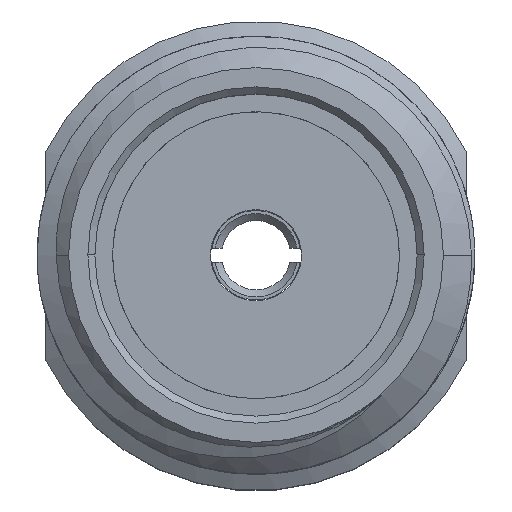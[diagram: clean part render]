
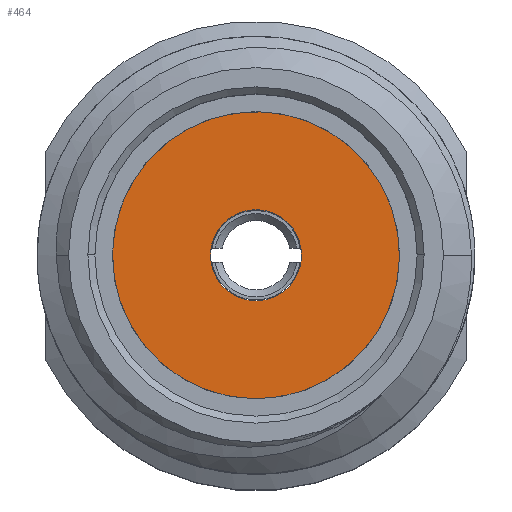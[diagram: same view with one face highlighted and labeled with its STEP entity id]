
A CAD part, top view. The second image highlights one B-rep face of the part: STEP entity #464.
In plain terms, the highlighted planar face has unit normal (0, 0, 1).
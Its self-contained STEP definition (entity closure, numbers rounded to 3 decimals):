
#25 = EDGE_CURVE ( 'NONE', #568, #2281, #401, .T. ) ;
#62 = AXIS2_PLACEMENT_3D ( 'NONE', #1932, #2292, #1523 ) ;
#195 = ORIENTED_EDGE ( 'NONE', *, *, #695, .F. ) ;
#210 = DIRECTION ( 'NONE',  ( 0., 0., -1. ) ) ;
#230 = ORIENTED_EDGE ( 'NONE', *, *, #25, .T. ) ;
#379 = PLANE ( 'NONE',  #1372 ) ;
#391 = AXIS2_PLACEMENT_3D ( 'NONE', #1867, #210, #1301 ) ;
#401 = CIRCLE ( 'NONE', #1958, 0.65 ) ;
#417 = CARTESIAN_POINT ( 'NONE',  ( -0.518, -0.392, -2. ) ) ;
#442 = CARTESIAN_POINT ( 'NONE',  ( 0., 0., -2. ) ) ;
#464 = ADVANCED_FACE ( 'NONE', ( #2223, #1296 ), #379, .T. ) ;
#502 = DIRECTION ( 'NONE',  ( 0., 0., -1. ) ) ;
#505 = CIRCLE ( 'NONE', #391, 0.65 ) ;
#507 = VERTEX_POINT ( 'NONE', #906 ) ;
#568 = VERTEX_POINT ( 'NONE', #1861 ) ;
#576 = DIRECTION ( 'NONE',  ( 0., 0., 1. ) ) ;
#665 = EDGE_CURVE ( 'NONE', #2358, #507, #789, .T. ) ;
#695 = EDGE_CURVE ( 'NONE', #507, #2358, #824, .T. ) ;
#789 = CIRCLE ( 'NONE', #62, 2.05 ) ;
#824 = CIRCLE ( 'NONE', #1409, 2.05 ) ;
#906 = CARTESIAN_POINT ( 'NONE',  ( -1.635, -1.237, -2. ) ) ;
#1023 = CARTESIAN_POINT ( 'NONE',  ( 0., 0., -2. ) ) ;
#1169 = DIRECTION ( 'NONE',  ( 0., 0., -1. ) ) ;
#1199 = EDGE_LOOP ( 'NONE', ( #195, #1664 ) ) ;
#1296 = FACE_OUTER_BOUND ( 'NONE', #1199, .T. ) ;
#1301 = DIRECTION ( 'NONE',  ( -0.797, -0.603, 0. ) ) ;
#1322 = DIRECTION ( 'NONE',  ( 0.797, 0.603, 0. ) ) ;
#1372 = AXIS2_PLACEMENT_3D ( 'NONE', #2258, #576, #1322 ) ;
#1409 = AXIS2_PLACEMENT_3D ( 'NONE', #442, #1169, #2314 ) ;
#1523 = DIRECTION ( 'NONE',  ( -0.797, -0.603, 0. ) ) ;
#1664 = ORIENTED_EDGE ( 'NONE', *, *, #665, .F. ) ;
#1782 = DIRECTION ( 'NONE',  ( -0.797, -0.603, 0. ) ) ;
#1861 = CARTESIAN_POINT ( 'NONE',  ( 0.518, 0.392, -2. ) ) ;
#1867 = CARTESIAN_POINT ( 'NONE',  ( 0., 0., -2. ) ) ;
#1877 = EDGE_LOOP ( 'NONE', ( #2218, #230 ) ) ;
#1932 = CARTESIAN_POINT ( 'NONE',  ( 0., 0., -2. ) ) ;
#1958 = AXIS2_PLACEMENT_3D ( 'NONE', #1023, #502, #1782 ) ;
#2218 = ORIENTED_EDGE ( 'NONE', *, *, #2272, .T. ) ;
#2223 = FACE_BOUND ( 'NONE', #1877, .T. ) ;
#2239 = CARTESIAN_POINT ( 'NONE',  ( 1.635, 1.237, -2. ) ) ;
#2258 = CARTESIAN_POINT ( 'NONE',  ( -0.392, 0.518, -2. ) ) ;
#2272 = EDGE_CURVE ( 'NONE', #2281, #568, #505, .T. ) ;
#2281 = VERTEX_POINT ( 'NONE', #417 ) ;
#2292 = DIRECTION ( 'NONE',  ( 0., 0., -1. ) ) ;
#2314 = DIRECTION ( 'NONE',  ( -0.797, -0.603, 0. ) ) ;
#2358 = VERTEX_POINT ( 'NONE', #2239 ) ;
